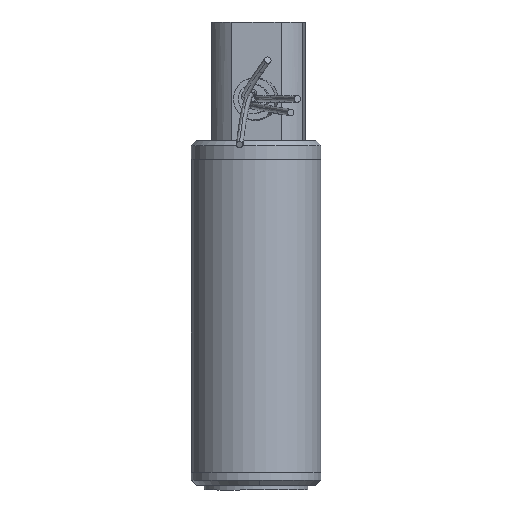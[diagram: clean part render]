
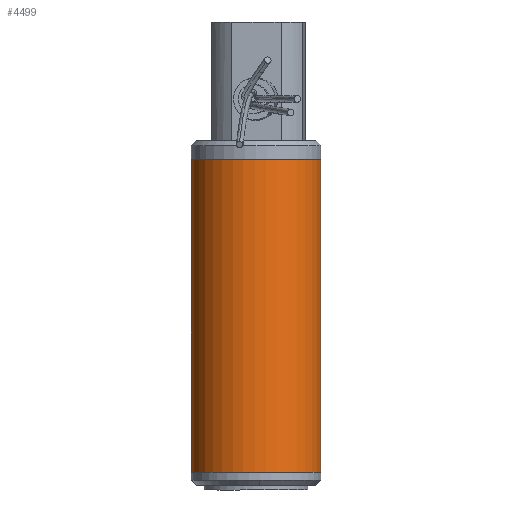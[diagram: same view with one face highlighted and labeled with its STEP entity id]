
A CAD part, front view. The second image highlights one B-rep face of the part: STEP entity #4499.
In plain terms, the highlighted cylindrical face has radius 31.75 mm (diameter 63.5 mm), a partial arc.
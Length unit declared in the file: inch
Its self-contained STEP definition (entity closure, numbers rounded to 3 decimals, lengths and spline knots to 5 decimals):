
#52 = CARTESIAN_POINT ( 'NONE',  ( -4.71415, -0.41796, 1.29172 ) ) ;
#654 = EDGE_CURVE ( 'NONE', #1299, #1080, #6159, .T. ) ;
#792 = DIRECTION ( 'NONE',  ( 0.988, 0.154, 0. ) ) ;
#816 = DIRECTION ( 'NONE',  ( 0., 0., -1. ) ) ;
#836 = CARTESIAN_POINT ( 'NONE',  ( -4.71415, -0.41796, 7.31172 ) ) ;
#991 = DIRECTION ( 'NONE',  ( 0.988, 0.154, 0. ) ) ;
#1048 = AXIS2_PLACEMENT_3D ( 'NONE', #52, #2853, #991 ) ;
#1080 = VERTEX_POINT ( 'NONE', #3740 ) ;
#1298 = ORIENTED_EDGE ( 'NONE', *, *, #654, .F. ) ;
#1299 = VERTEX_POINT ( 'NONE', #6002 ) ;
#1363 = ORIENTED_EDGE ( 'NONE', *, *, #5873, .T. ) ;
#1405 = ORIENTED_EDGE ( 'NONE', *, *, #6348, .T. ) ;
#1429 = VERTEX_POINT ( 'NONE', #5845 ) ;
#1710 = AXIS2_PLACEMENT_3D ( 'NONE', #5348, #5250, #5116 ) ;
#2310 = AXIS2_PLACEMENT_3D ( 'NONE', #836, #816, #792 ) ;
#2613 = CARTESIAN_POINT ( 'NONE',  ( -5.94924, -0.61045, 1.29172 ) ) ;
#2843 = CYLINDRICAL_SURFACE ( 'NONE', #1048, 1.25 ) ;
#2853 = DIRECTION ( 'NONE',  ( 0., 0., 1. ) ) ;
#2909 = FACE_OUTER_BOUND ( 'NONE', #2958, .T. ) ;
#2958 = EDGE_LOOP ( 'NONE', ( #1298, #5711, #1405, #1363 ) ) ;
#3740 = CARTESIAN_POINT ( 'NONE',  ( -5.94924, -0.61045, 7.31172 ) ) ;
#3784 = DIRECTION ( 'NONE',  ( 0., 0., 1. ) ) ;
#4499 = ADVANCED_FACE ( 'NONE', ( #2909 ), #2843, .T. ) ;
#4866 = VERTEX_POINT ( 'NONE', #6316 ) ;
#5116 = DIRECTION ( 'NONE',  ( 0.988, 0.154, 0. ) ) ;
#5250 = DIRECTION ( 'NONE',  ( 0., 0., 1. ) ) ;
#5348 = CARTESIAN_POINT ( 'NONE',  ( -4.71415, -0.41796, 1.29172 ) ) ;
#5711 = ORIENTED_EDGE ( 'NONE', *, *, #6141, .T. ) ;
#5845 = CARTESIAN_POINT ( 'NONE',  ( -3.47906, -0.22546, 7.31172 ) ) ;
#5873 = EDGE_CURVE ( 'NONE', #1429, #1080, #6622, .T. ) ;
#5916 = VECTOR ( 'NONE', #6252, 39.37008 ) ;
#5967 = LINE ( 'NONE', #6133, #5916 ) ;
#6002 = CARTESIAN_POINT ( 'NONE',  ( -5.94924, -0.61045, 1.29172 ) ) ;
#6133 = CARTESIAN_POINT ( 'NONE',  ( -3.47906, -0.22546, 1.29172 ) ) ;
#6141 = EDGE_CURVE ( 'NONE', #1299, #4866, #6207, .T. ) ;
#6159 = LINE ( 'NONE', #2613, #6174 ) ;
#6174 = VECTOR ( 'NONE', #3784, 39.37008 ) ;
#6207 = CIRCLE ( 'NONE', #1710, 1.25 ) ;
#6252 = DIRECTION ( 'NONE',  ( 0., 0., 1. ) ) ;
#6316 = CARTESIAN_POINT ( 'NONE',  ( -3.47906, -0.22546, 1.29172 ) ) ;
#6348 = EDGE_CURVE ( 'NONE', #4866, #1429, #5967, .T. ) ;
#6622 = CIRCLE ( 'NONE', #2310, 1.25 ) ;
